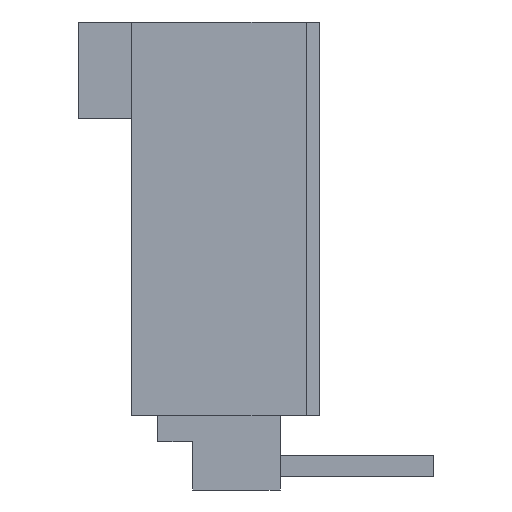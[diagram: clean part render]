
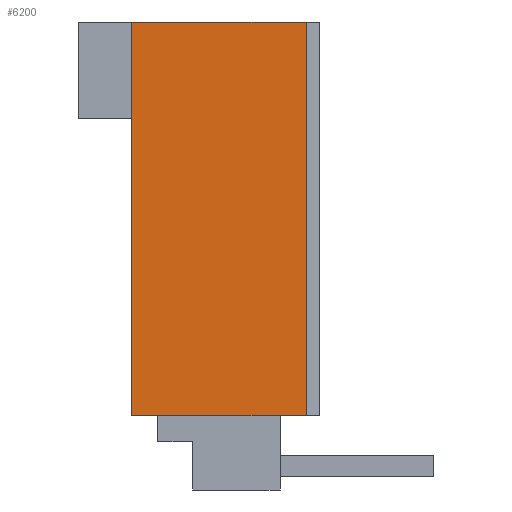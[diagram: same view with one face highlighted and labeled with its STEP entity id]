
A CAD part, left-side view. The second image highlights one B-rep face of the part: STEP entity #6200.
In plain terms, the highlighted planar face has unit normal (-1, 0, 0).
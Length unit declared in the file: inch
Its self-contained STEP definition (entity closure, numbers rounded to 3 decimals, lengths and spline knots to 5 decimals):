
#33=DIRECTION('',(0.,-1.,0.));
#34=VECTOR('',#33,0.2);
#35=CARTESIAN_POINT('',(-0.85,0.1,-0.225));
#36=LINE('',#35,#34);
#61=DIRECTION('',(0.,0.,1.));
#62=VECTOR('',#61,0.45);
#63=CARTESIAN_POINT('',(-0.85,-0.1,-0.225));
#64=LINE('',#63,#62);
#137=DIRECTION('',(0.,-1.,0.));
#138=VECTOR('',#137,0.2);
#139=CARTESIAN_POINT('',(-0.85,0.1,0.225));
#140=LINE('',#139,#138);
#873=DIRECTION('',(0.,0.,1.));
#874=VECTOR('',#873,0.45);
#875=CARTESIAN_POINT('',(-0.85,0.1,-0.225));
#876=LINE('',#875,#874);
#3949=CARTESIAN_POINT('',(-0.85,0.1,-0.225));
#3950=CARTESIAN_POINT('',(-0.85,-0.1,-0.225));
#3951=VERTEX_POINT('',#3949);
#3952=VERTEX_POINT('',#3950);
#3957=CARTESIAN_POINT('',(-0.85,0.1,0.225));
#3958=CARTESIAN_POINT('',(-0.85,-0.1,0.225));
#3959=VERTEX_POINT('',#3957);
#3960=VERTEX_POINT('',#3958);
#6189=CARTESIAN_POINT('',(-0.85,0.1,-0.225));
#6190=DIRECTION('',(-1.,0.,0.));
#6191=DIRECTION('',(0.,-1.,0.));
#6192=AXIS2_PLACEMENT_3D('',#6189,#6190,#6191);
#6193=PLANE('',#6192);
#6194=ORIENTED_EDGE('',*,*,#5216,.F.);
#6195=ORIENTED_EDGE('',*,*,#5775,.T.);
#6196=ORIENTED_EDGE('',*,*,#5367,.T.);
#6197=ORIENTED_EDGE('',*,*,#5254,.F.);
#6198=EDGE_LOOP('',(#6194,#6195,#6196,#6197));
#6199=FACE_OUTER_BOUND('',#6198,.F.);
#6200=ADVANCED_FACE('',(#6199),#6193,.T.);
#5216=EDGE_CURVE('',#3951,#3952,#36,.T.);
#5254=EDGE_CURVE('',#3952,#3960,#64,.T.);
#5367=EDGE_CURVE('',#3959,#3960,#140,.T.);
#5775=EDGE_CURVE('',#3951,#3959,#876,.T.);
